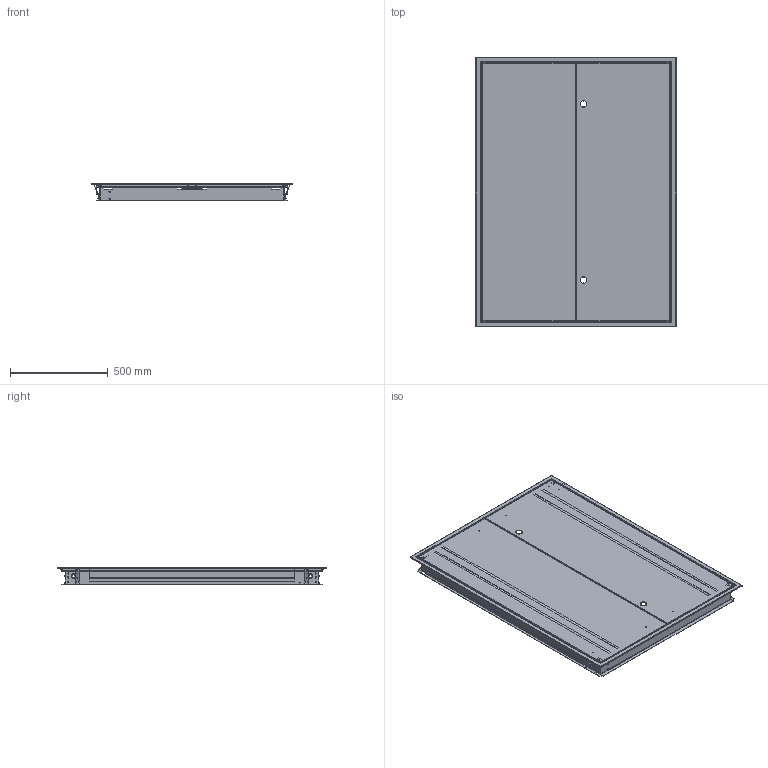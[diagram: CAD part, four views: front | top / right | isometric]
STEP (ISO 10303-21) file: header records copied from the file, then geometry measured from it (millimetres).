
FILE_DESCRIPTION (( 'STEP AP214' ), '1' );
FILE_NAME ('c_il308428-f_3d.STEP', '2019-10-11T11:19:08', ( '' ), ( '' ), 'SwSTEP 2.0', 'SolidWorks 2019', '' );
FILE_SCHEMA (( 'AUTOMOTIVE_DESIGN' ));
Length unit declared in the file: millimetre
Products named in the file (13): Angle; Side; Door; Door1; IL900220-F Top; IL900220-F Bottom; baglama donja_LH; c_il308428-f_3d; Metal part; baglama gornja_LH; Frame
Assembly tree (21 placements, depth 3):
  c_il308428-f_3d
    Frame
    Angle  x4
    Side  x2
    Door
    Door1
    IL900220-F Bottom
      baglama donja_LH
      Metal part
    IL900220-F Top
      baglama gornja_LH
      Metal part
    IL900220-F Bottom
      baglama donja_LH
      Metal part
    IL900220-F Top
      baglama gornja_LH
      Metal part
Bounding box: 1025 x 1380 x 89.5 mm (x, y, z)
Volume: 3771170.8 mm3; surface area: 4915688 mm2
Topology: 17 solids, 17 shells, 1086 faces, 2804 edges, 1718 vertices
Faces by surface type: plane 644, cylinder 386, bspline 28, cone 16, sphere 10, torus 2
Entity records: 27653 total; most frequent: CARTESIAN_POINT 5871, DIRECTION 4452, ORIENTED_EDGE 4398, EDGE_CURVE 2199, LINE 1560, VECTOR 1560, AXIS2_PLACEMENT_3D 1446, VERTEX_POINT 1339
